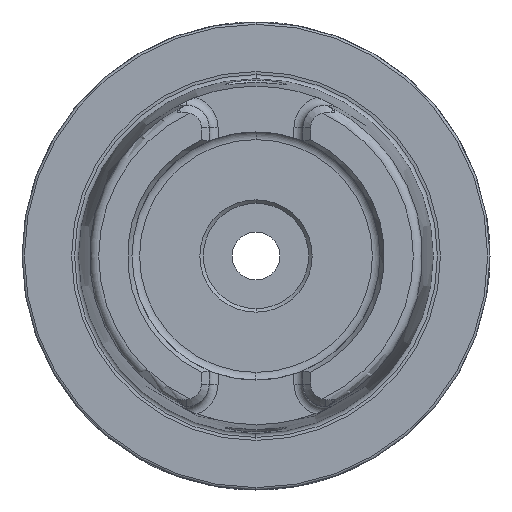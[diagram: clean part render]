
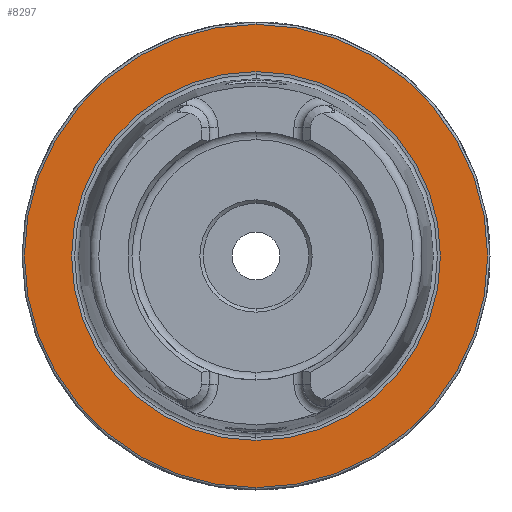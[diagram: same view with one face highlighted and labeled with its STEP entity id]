
A CAD part, left-side view. The second image highlights one B-rep face of the part: STEP entity #8297.
In plain terms, the highlighted planar face has unit normal (-1, 0, 0).
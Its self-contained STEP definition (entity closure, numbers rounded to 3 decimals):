
#376 = AXIS2_PLACEMENT_3D ( 'NONE', #7840, #7848, #7849 ) ;
#441 = FACE_OUTER_BOUND ( 'NONE', #2361, .T. ) ;
#442 = FACE_BOUND ( 'NONE', #2362, .T. ) ;
#1380 = VERTEX_POINT ( 'NONE', #9951 ) ;
#1385 = VERTEX_POINT ( 'NONE', #9956 ) ;
#1387 = VERTEX_POINT ( 'NONE', #9958 ) ;
#1388 = VERTEX_POINT ( 'NONE', #9959 ) ;
#1693 = EDGE_CURVE ( 'NONE', #1380, #1385, #6956, .T. ) ;
#1697 = EDGE_CURVE ( 'NONE', #1387, #1388, #5469, .T. ) ;
#1895 = EDGE_CURVE ( 'NONE', #1388, #1387, #3562, .T. ) ;
#1896 = EDGE_CURVE ( 'NONE', #1385, #1380, #3564, .T. ) ;
#1967 = CARTESIAN_POINT ( 'NONE',  ( 0., 0., 0. ) ) ;
#1968 = DIRECTION ( 'NONE',  ( -1., 0., 0. ) ) ;
#1969 = DIRECTION ( 'NONE',  ( 0., 0., 1. ) ) ;
#1976 = CARTESIAN_POINT ( 'NONE',  ( 0., 0., 0. ) ) ;
#1977 = DIRECTION ( 'NONE',  ( -1., 0., 0. ) ) ;
#1978 = DIRECTION ( 'NONE',  ( 0., 0., 1. ) ) ;
#2361 = EDGE_LOOP ( 'NONE', ( #4135, #4136 ) ) ;
#2362 = EDGE_LOOP ( 'NONE', ( #4133, #4134 ) ) ;
#3562 = CIRCLE ( 'NONE', #4589, 49.5 ) ;
#3564 = CIRCLE ( 'NONE', #4590, 39.405 ) ;
#4133 = ORIENTED_EDGE ( 'NONE', *, *, #1896, .F. ) ;
#4134 = ORIENTED_EDGE ( 'NONE', *, *, #1693, .F. ) ;
#4135 = ORIENTED_EDGE ( 'NONE', *, *, #1697, .T. ) ;
#4136 = ORIENTED_EDGE ( 'NONE', *, *, #1895, .T. ) ;
#4514 = AXIS2_PLACEMENT_3D ( 'NONE', #1967, #1968, #1969 ) ;
#4517 = AXIS2_PLACEMENT_3D ( 'NONE', #1976, #1977, #1978 ) ;
#4589 = AXIS2_PLACEMENT_3D ( 'NONE', #5295, #5296, #5297 ) ;
#4590 = AXIS2_PLACEMENT_3D ( 'NONE', #5298, #5299, #5300 ) ;
#5295 = CARTESIAN_POINT ( 'NONE',  ( 0., 0., 0. ) ) ;
#5296 = DIRECTION ( 'NONE',  ( -1., 0., 0. ) ) ;
#5297 = DIRECTION ( 'NONE',  ( 0., 0., 1. ) ) ;
#5298 = CARTESIAN_POINT ( 'NONE',  ( 0., 0., 0. ) ) ;
#5299 = DIRECTION ( 'NONE',  ( -1., 0., 0. ) ) ;
#5300 = DIRECTION ( 'NONE',  ( 0., 0., 1. ) ) ;
#5469 = CIRCLE ( 'NONE', #4517, 49.5 ) ;
#6956 = CIRCLE ( 'NONE', #4514, 39.405 ) ;
#7840 = CARTESIAN_POINT ( 'NONE',  ( 0., 49.5, 0. ) ) ;
#7846 = PLANE ( 'NONE',  #376 ) ;
#7848 = DIRECTION ( 'NONE',  ( 1., 0., 0. ) ) ;
#7849 = DIRECTION ( 'NONE',  ( 0., 0., -1. ) ) ;
#8297 = ADVANCED_FACE ( 'NONE', ( #442, #441 ), #7846, .F. ) ;
#9951 = CARTESIAN_POINT ( 'NONE',  ( 0., 0., -39.405 ) ) ;
#9956 = CARTESIAN_POINT ( 'NONE',  ( 0., 0., 39.405 ) ) ;
#9958 = CARTESIAN_POINT ( 'NONE',  ( 0., 0., 49.5 ) ) ;
#9959 = CARTESIAN_POINT ( 'NONE',  ( 0., 0., -49.5 ) ) ;
